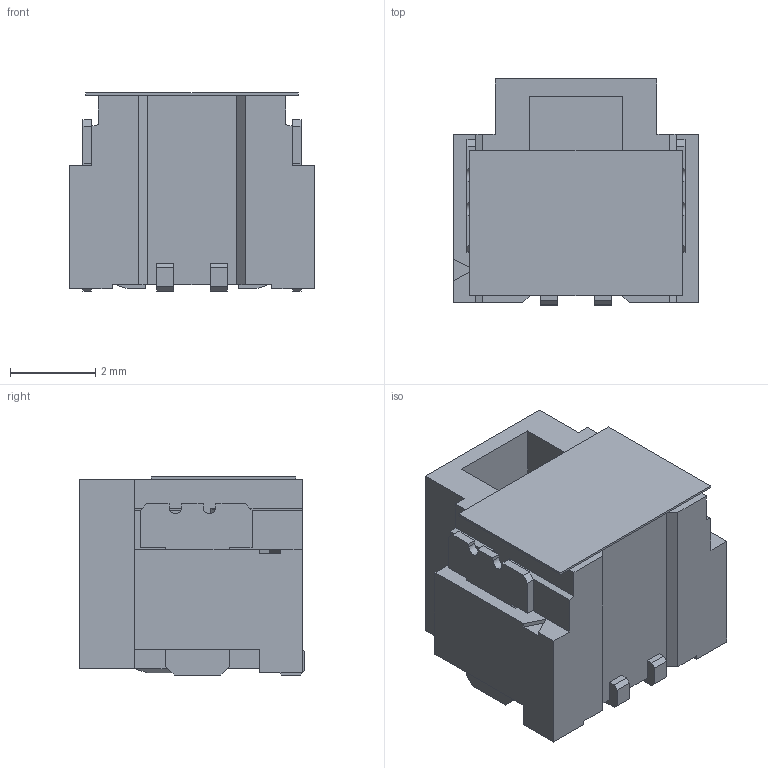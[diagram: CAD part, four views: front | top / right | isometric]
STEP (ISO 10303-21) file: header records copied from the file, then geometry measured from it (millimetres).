
FILE_DESCRIPTION((''),'2;1');
FILE_NAME('2059570271','2019-11-06T',('gga'),(''),'PRO/ENGINEER BY PARAMETRIC TECHNOLOGY CORPORATION, 2016010','PRO/ENGINEER BY PARAMETRIC TECHNOLOGY CORPORATION, 2016010','');
FILE_SCHEMA(('CONFIG_CONTROL_DESIGN'));
Length unit declared in the file: millimetre
Products named in the file (1): 2059570271
Bounding box: 5.75 x 5.3 x 4.65 mm (x, y, z)
Volume: 79 mm3; surface area: 313.5 mm2
Topology: 2 solids, 2 shells, 219 faces, 659 edges, 438 vertices
Faces by surface type: plane 207, cylinder 12
Entity records: 7302 total; most frequent: CARTESIAN_POINT 1301, ORIENTED_EDGE 1286, DIRECTION 1127, EDGE_CURVE 643, VECTOR 631, LINE 631, VERTEX_POINT 422, AXIS2_PLACEMENT_3D 248
